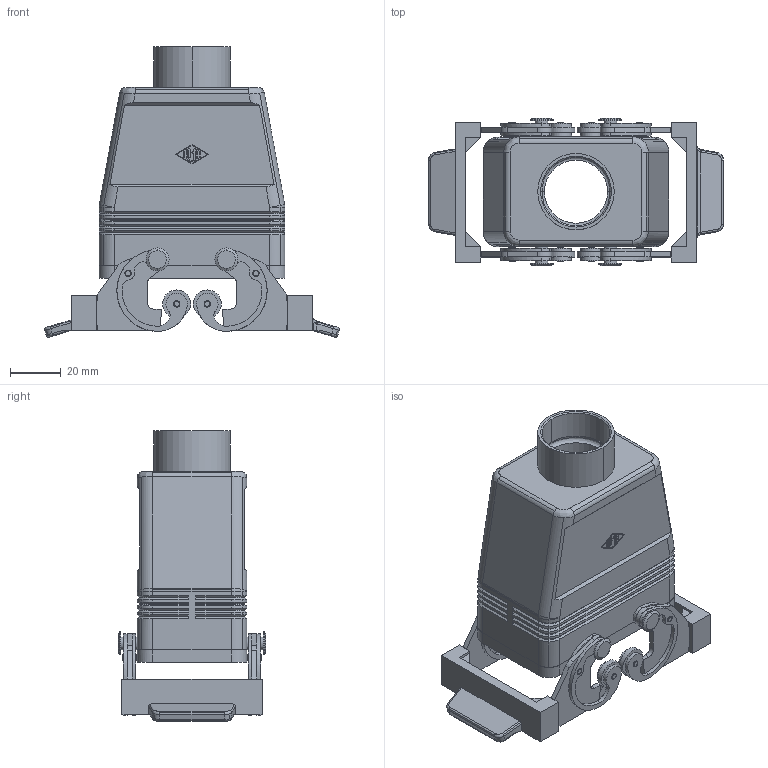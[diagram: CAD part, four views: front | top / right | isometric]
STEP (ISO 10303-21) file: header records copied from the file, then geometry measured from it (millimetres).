
FILE_DESCRIPTION((''),'2;1');
FILE_NAME('CAVW 10 G.stp','2006-12-21T11:11:39',('gembarski'),(''),'Autodesk Inventor 7','Autodesk Inventor 7','');
FILE_SCHEMA(('AUTOMOTIVE_DESIGN { 1 0 10303 214 1 1 1 1 }'));
Length unit declared in the file: millimetre
Products named in the file (1): CAV Tüllengehäuse 2 Bügel für einen Einsatz
Bounding box: 115.79 x 58 x 114.08 mm (x, y, z)
Volume: 89235.1 mm3; surface area: 53707.7 mm2
Topology: 1 solids, 5 shells, 849 faces, 2164 edges, 1350 vertices
Faces by surface type: bspline 271, plane 258, cylinder 230, cone 70, torus 16, sphere 4
Entity records: 28873 total; most frequent: CARTESIAN_POINT 8491, ORIENTED_EDGE 4308, DIRECTION 4268, EDGE_CURVE 2154, AXIS2_PLACEMENT_3D 1537, VERTEX_POINT 1350, VECTOR 1194, LINE 1194
